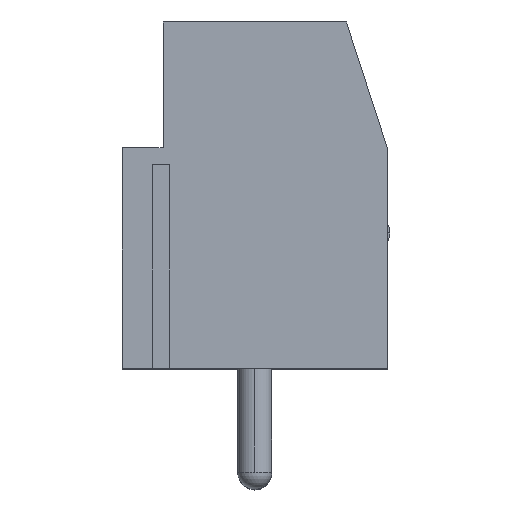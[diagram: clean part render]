
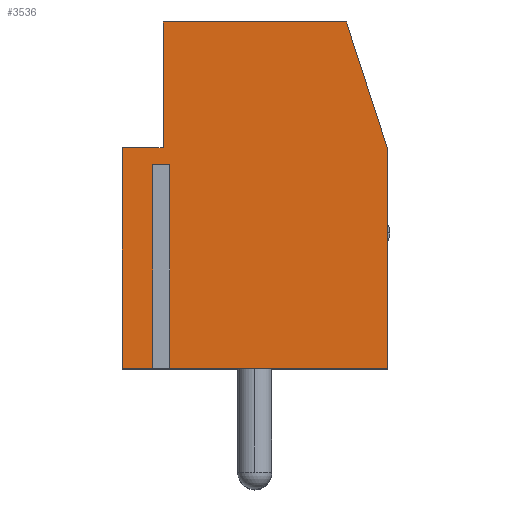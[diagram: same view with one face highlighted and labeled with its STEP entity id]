
A CAD part, top view. The second image highlights one B-rep face of the part: STEP entity #3536.
In plain terms, the highlighted planar face has unit normal (0, 0, 1).
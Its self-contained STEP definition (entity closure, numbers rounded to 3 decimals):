
#14 = CARTESIAN_POINT ( 'NONE',  ( -2.7, 0., 0. ) ) ;
#25 = ORIENTED_EDGE ( 'NONE', *, *, #4004, .F. ) ;
#48 = VERTEX_POINT ( 'NONE', #2904 ) ;
#112 = ORIENTED_EDGE ( 'NONE', *, *, #2505, .T. ) ;
#124 = EDGE_CURVE ( 'NONE', #48, #2645, #3109, .T. ) ;
#125 = VECTOR ( 'NONE', #3966, 1000. ) ;
#139 = VECTOR ( 'NONE', #3124, 1000. ) ;
#165 = CARTESIAN_POINT ( 'NONE',  ( 3.9, -5.1, 0. ) ) ;
#225 = DIRECTION ( 'NONE',  ( -1., 0., 0. ) ) ;
#272 = PLANE ( 'NONE',  #1524 ) ;
#274 = EDGE_CURVE ( 'NONE', #1892, #1633, #5135, .T. ) ;
#275 = DIRECTION ( 'NONE',  ( -1., 0., 0. ) ) ;
#285 = VECTOR ( 'NONE', #275, 1000. ) ;
#310 = DIRECTION ( 'NONE',  ( 0., 0., 1. ) ) ;
#316 = LINE ( 'NONE', #2237, #4895 ) ;
#339 = CARTESIAN_POINT ( 'NONE',  ( -2.7, 1.4, 0. ) ) ;
#371 = CARTESIAN_POINT ( 'NONE',  ( -2.7, 5.1, 0. ) ) ;
#429 = DIRECTION ( 'NONE',  ( 0., 1., 0. ) ) ;
#574 = ORIENTED_EDGE ( 'NONE', *, *, #2342, .T. ) ;
#630 = CARTESIAN_POINT ( 'NONE',  ( -3.9, -5.1, 0. ) ) ;
#676 = VERTEX_POINT ( 'NONE', #1200 ) ;
#678 = VECTOR ( 'NONE', #429, 1000. ) ;
#756 = CARTESIAN_POINT ( 'NONE',  ( 0., -5.1, 0. ) ) ;
#914 = CARTESIAN_POINT ( 'NONE',  ( 3.94, 1.278, 0. ) ) ;
#944 = VERTEX_POINT ( 'NONE', #2492 ) ;
#973 = LINE ( 'NONE', #2075, #3048 ) ;
#997 = LINE ( 'NONE', #4713, #4410 ) ;
#1108 = VECTOR ( 'NONE', #3414, 1000. ) ;
#1196 = EDGE_CURVE ( 'NONE', #2663, #2645, #316, .T. ) ;
#1200 = CARTESIAN_POINT ( 'NONE',  ( -2.61, -5.1, 0. ) ) ;
#1211 = ORIENTED_EDGE ( 'NONE', *, *, #274, .T. ) ;
#1460 = LINE ( 'NONE', #3390, #285 ) ;
#1524 = AXIS2_PLACEMENT_3D ( 'NONE', #5610, #310, #3426 ) ;
#1633 = VERTEX_POINT ( 'NONE', #3153 ) ;
#1670 = DIRECTION ( 'NONE',  ( 1., 0., 0. ) ) ;
#1892 = VERTEX_POINT ( 'NONE', #5426 ) ;
#2075 = CARTESIAN_POINT ( 'NONE',  ( 3.9, 0., 0. ) ) ;
#2084 = LINE ( 'NONE', #4793, #5619 ) ;
#2116 = LINE ( 'NONE', #2187, #678 ) ;
#2187 = CARTESIAN_POINT ( 'NONE',  ( -2.61, -9.1, 0. ) ) ;
#2237 = CARTESIAN_POINT ( 'NONE',  ( -3., 0.9, 0. ) ) ;
#2276 = EDGE_CURVE ( 'NONE', #676, #2663, #2116, .T. ) ;
#2323 = ORIENTED_EDGE ( 'NONE', *, *, #2276, .F. ) ;
#2342 = EDGE_CURVE ( 'NONE', #4496, #5725, #4968, .T. ) ;
#2492 = CARTESIAN_POINT ( 'NONE',  ( -3.9, 1.4, 0. ) ) ;
#2500 = DIRECTION ( 'NONE',  ( 0., -1., 0. ) ) ;
#2505 = EDGE_CURVE ( 'NONE', #676, #5503, #997, .T. ) ;
#2645 = VERTEX_POINT ( 'NONE', #4796 ) ;
#2648 = VECTOR ( 'NONE', #2500, 1000. ) ;
#2663 = VERTEX_POINT ( 'NONE', #4411 ) ;
#2672 = DIRECTION ( 'NONE',  ( 0., -1., 0. ) ) ;
#2676 = ORIENTED_EDGE ( 'NONE', *, *, #5677, .T. ) ;
#2904 = CARTESIAN_POINT ( 'NONE',  ( -2.89, -5.1, 0. ) ) ;
#3048 = VECTOR ( 'NONE', #4746, 1000. ) ;
#3072 = CARTESIAN_POINT ( 'NONE',  ( -2.89, -9.1, 0. ) ) ;
#3089 = ORIENTED_EDGE ( 'NONE', *, *, #124, .T. ) ;
#3109 = LINE ( 'NONE', #3072, #125 ) ;
#3124 = DIRECTION ( 'NONE',  ( -0.309, 0.951, 0. ) ) ;
#3153 = CARTESIAN_POINT ( 'NONE',  ( 2.7, 5.1, 0. ) ) ;
#3199 = LINE ( 'NONE', #756, #1108 ) ;
#3210 = ORIENTED_EDGE ( 'NONE', *, *, #4376, .T. ) ;
#3363 = VERTEX_POINT ( 'NONE', #630 ) ;
#3390 = CARTESIAN_POINT ( 'NONE',  ( 0., 1.4, 0. ) ) ;
#3414 = DIRECTION ( 'NONE',  ( 1., 0., 0. ) ) ;
#3426 = DIRECTION ( 'NONE',  ( 1., 0., 0. ) ) ;
#3536 = ADVANCED_FACE ( 'NONE', ( #4945 ), #272, .T. ) ;
#3585 = ORIENTED_EDGE ( 'NONE', *, *, #5687, .F. ) ;
#3896 = EDGE_CURVE ( 'NONE', #944, #3363, #4869, .T. ) ;
#3966 = DIRECTION ( 'NONE',  ( 0., 1., 0. ) ) ;
#4004 = EDGE_CURVE ( 'NONE', #4496, #1633, #2084, .T. ) ;
#4129 = EDGE_LOOP ( 'NONE', ( #2676, #3089, #4561, #2323, #112, #3585, #1211, #25, #574, #3210, #4455 ) ) ;
#4376 = EDGE_CURVE ( 'NONE', #5725, #944, #1460, .T. ) ;
#4410 = VECTOR ( 'NONE', #4692, 1000. ) ;
#4411 = CARTESIAN_POINT ( 'NONE',  ( -2.61, 0.9, 0. ) ) ;
#4455 = ORIENTED_EDGE ( 'NONE', *, *, #3896, .T. ) ;
#4496 = VERTEX_POINT ( 'NONE', #371 ) ;
#4561 = ORIENTED_EDGE ( 'NONE', *, *, #1196, .F. ) ;
#4692 = DIRECTION ( 'NONE',  ( 1., 0., 0. ) ) ;
#4713 = CARTESIAN_POINT ( 'NONE',  ( 0., -5.1, 0. ) ) ;
#4746 = DIRECTION ( 'NONE',  ( 0., -1., 0. ) ) ;
#4793 = CARTESIAN_POINT ( 'NONE',  ( 0., 5.1, 0. ) ) ;
#4796 = CARTESIAN_POINT ( 'NONE',  ( -2.89, 0.9, 0. ) ) ;
#4869 = LINE ( 'NONE', #5151, #2648 ) ;
#4895 = VECTOR ( 'NONE', #225, 1000. ) ;
#4945 = FACE_OUTER_BOUND ( 'NONE', #4129, .T. ) ;
#4968 = LINE ( 'NONE', #14, #5103 ) ;
#5103 = VECTOR ( 'NONE', #2672, 1000. ) ;
#5135 = LINE ( 'NONE', #914, #139 ) ;
#5151 = CARTESIAN_POINT ( 'NONE',  ( -3.9, 0., 0. ) ) ;
#5426 = CARTESIAN_POINT ( 'NONE',  ( 3.9, 1.4, 0. ) ) ;
#5503 = VERTEX_POINT ( 'NONE', #165 ) ;
#5610 = CARTESIAN_POINT ( 'NONE',  ( 0., 0., 0. ) ) ;
#5619 = VECTOR ( 'NONE', #1670, 1000. ) ;
#5677 = EDGE_CURVE ( 'NONE', #3363, #48, #3199, .T. ) ;
#5687 = EDGE_CURVE ( 'NONE', #1892, #5503, #973, .T. ) ;
#5725 = VERTEX_POINT ( 'NONE', #339 ) ;
